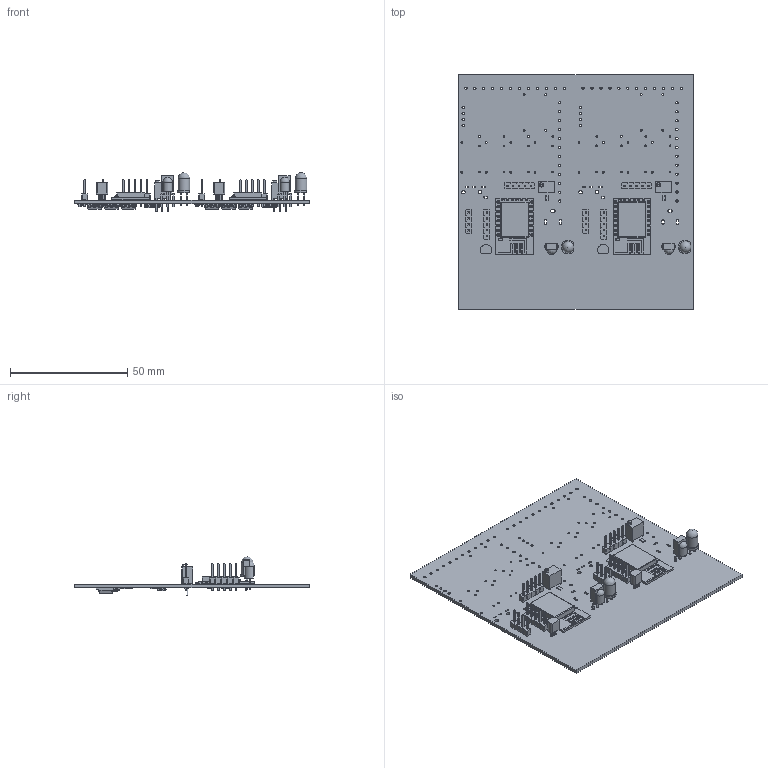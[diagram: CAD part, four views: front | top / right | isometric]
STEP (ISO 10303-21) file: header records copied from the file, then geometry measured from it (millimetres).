
FILE_DESCRIPTION(('KiCad electronic assembly'),'2;1');
FILE_NAME('IoTmanager.step','2024-10-27T22:22:20',('Pcbnew'),('Kicad'), 'Open CASCADE STEP processor 7.8','KiCad to STEP converter','Unknown' );
FILE_SCHEMA(('AUTOMOTIVE_DESIGN { 1 0 10303 214 1 1 1 1 }'));
Length unit declared in the file: millimetre
Products named in the file (24): IoTmanager 1; PinHeader_1x05_P2.54mm_Vertical; PinHeader_1x05_P254mm_Vertical; TO-92_Inline; TO-92_Inline_Narrow; PinHeader_1x04_P2.54mm_Vertical; PinHeader_1x04_P254mm_Vertical; Vishay_MINICAST-3Pin; Vishay_MINICAST-3pin; Potentiometer_Bourns_3266Y_Vertical; LED_D5.0mm_IRGrey; ESP-12E; ESP_12E001_cp; R_0805_2012Metric; TO-252-2; CQ assembly; SOT-23; SOT_23; SOT-223; SOT_223; IoTmanager_PCB
Assembly tree (84 placements, depth 3):
  IoTmanager 1
    PinHeader_1x05_P2.54mm_Vertical  x4
      PinHeader_1x05_P254mm_Vertical
    TO-92_Inline  x2
      TO-92_Inline_Narrow
    PinHeader_1x04_P2.54mm_Vertical  x2
      PinHeader_1x04_P254mm_Vertical
    Vishay_MINICAST-3Pin  x2
      Vishay_MINICAST-3pin
    Potentiometer_Bourns_3266Y_Vertical  x2
      Potentiometer_Bourns_3266Y_Vertical
    LED_D5.0mm_IRGrey  x2
      LED_D5.0mm_IRGrey
    ESP-12E  x2
      ESP_12E001_cp
    R_0805_2012Metric  x40
      R_0805_2012Metric
    TO-252-2  x6
      CQ assembly
    SOT-23  x8
      SOT_23
    SOT-223  x2
      SOT_223
    IoTmanager_PCB
Bounding box: 100.05 x 100.05 x 16.48 mm (x, y, z)
Volume: 19779.9 mm3; surface area: 29162.7 mm2
Topology: 191 solids, 191 shells, 4442 faces, 11122 edges, 7130 vertices
Faces by surface type: plane 3142, cylinder 1040, bspline 248, sphere 12
Full cylindrical faces by diameter (mm): 0.46 x6, 0.65 x32, 0.7 x32, 0.75 x6, 0.762 x8, 0.8 x46, 0.9 x10, 1 x82, 1.016 x8, 1.5 x4, 1.78 x2, 4.9 x2
Entity records: 48108 total; most frequent: CARTESIAN_POINT 7175, DIRECTION 6804, ORIENTED_EDGE 6656, EDGE_CURVE 3328, LINE 2462, VECTOR 2462, AXIS2_PLACEMENT_3D 2171, VERTEX_POINT 2162
